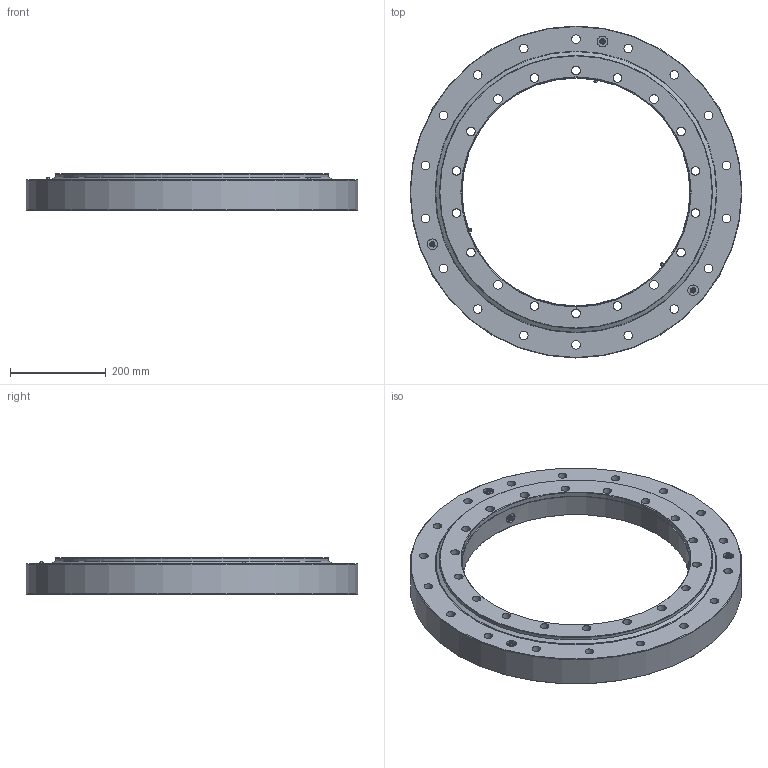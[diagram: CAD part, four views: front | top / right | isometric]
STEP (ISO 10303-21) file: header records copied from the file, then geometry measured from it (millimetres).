
FILE_DESCRIPTION (( 'STEP AP214' ), '1' );
FILE_NAME ('SD.695.20.15.D.1-R.STEP', '2021-08-12T11:09:41', ( '' ), ( '' ), 'SwSTEP 2.0', 'SolidWorks 2016', '' );
FILE_SCHEMA (( 'AUTOMOTIVE_DESIGN' ));
Length unit declared in the file: millimetre
Products named in the file (7): SD.695.20.15.D.1-R; Grease nipple M10x1mm; SD.695.20.15.D.1-R - OR; SD.695.20.15.D.1-R - OR Seal; SD.695.20.15.D.1-R - IR Seal; Roller L20; SD.695.20.15.D.1-R - IR
Assembly tree (95 placements, depth 2):
  SD.695.20.15.D.1-R
    SD.695.20.15.D.1-R - IR
    SD.695.20.15.D.1-R - OR
    Roller L20  x85
    SD.695.20.15.D.1-R - IR Seal
    SD.695.20.15.D.1-R - OR Seal
    Grease nipple M10x1mm  x6
Bounding box: 695 x 695 x 77 mm (x, y, z)
Volume: 11434156.5 mm3; surface area: 1323733.1 mm2
Topology: 95 solids, 95 shells, 711 faces, 1323 edges, 821 vertices
Faces by surface type: plane 254, torus 190, cylinder 167, cone 100
Full cylindrical faces by diameter (mm): 3 x6, 4 x9, 9 x6, 10 x6, 18 x36, 20 x85, 22 x6, 477 x1, 480 x1, 558 x2, 572 x3, 576 x3, 590 x2, 695 x1
Entity records: 5890 total; most frequent: CARTESIAN_POINT 1647, DIRECTION 878, ORIENTED_EDGE 514, AXIS2_PLACEMENT_3D 436, EDGE_LOOP 355, EDGE_CURVE 257, FACE_OUTER_BOUND 232, VERTEX_POINT 218
